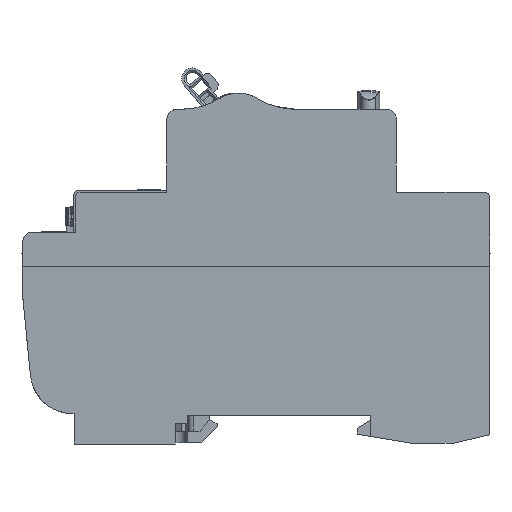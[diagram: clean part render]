
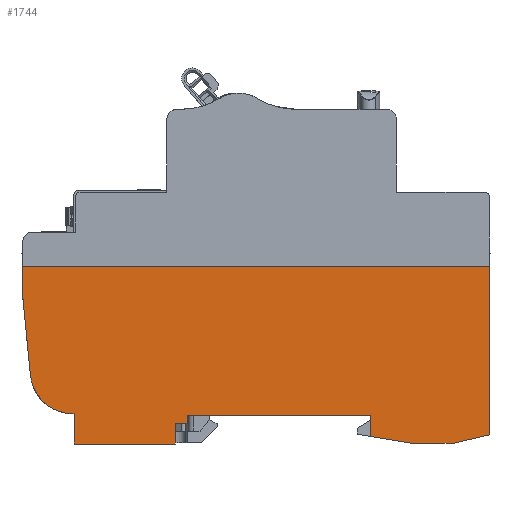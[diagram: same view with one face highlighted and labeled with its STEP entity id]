
A CAD part, left-side view. The second image highlights one B-rep face of the part: STEP entity #1744.
In plain terms, the highlighted planar face has unit normal (-1, 0, 0).
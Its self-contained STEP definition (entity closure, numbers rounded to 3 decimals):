
#1341=CIRCLE('',#18325,8.3);
#1744=ADVANCED_FACE('',(#2944),#2426,.T.);
#2426=PLANE('',#18326);
#2944=FACE_OUTER_BOUND('',#3577,.T.);
#3577=EDGE_LOOP('',(#4863,#4864,#4865,#4866,#4867,#4868,#4869,#4870,#4871,
#4872,#4873,#4874,#4875,#4876,#4877,#4878));
#4863=ORIENTED_EDGE('',*,*,#11362,.T.);
#4864=ORIENTED_EDGE('',*,*,#11363,.T.);
#4865=ORIENTED_EDGE('',*,*,#11364,.T.);
#4866=ORIENTED_EDGE('',*,*,#11365,.T.);
#4867=ORIENTED_EDGE('',*,*,#11189,.T.);
#4868=ORIENTED_EDGE('',*,*,#11361,.T.);
#4869=ORIENTED_EDGE('',*,*,#11360,.T.);
#4870=ORIENTED_EDGE('',*,*,#11366,.T.);
#4871=ORIENTED_EDGE('',*,*,#11367,.F.);
#4872=ORIENTED_EDGE('',*,*,#11118,.T.);
#4873=ORIENTED_EDGE('',*,*,#11032,.T.);
#4874=ORIENTED_EDGE('',*,*,#11368,.T.);
#4875=ORIENTED_EDGE('',*,*,#11369,.T.);
#4876=ORIENTED_EDGE('',*,*,#11370,.F.);
#4877=ORIENTED_EDGE('',*,*,#11084,.T.);
#4878=ORIENTED_EDGE('',*,*,#11090,.T.);
#8715=VERTEX_POINT('',#23689);
#8716=VERTEX_POINT('',#23690);
#8754=VERTEX_POINT('',#23790);
#8755=VERTEX_POINT('',#23792);
#8759=VERTEX_POINT('',#23803);
#8782=VERTEX_POINT('',#23862);
#8843=VERTEX_POINT('',#23996);
#8844=VERTEX_POINT('',#23998);
#8969=VERTEX_POINT('',#24308);
#8981=VERTEX_POINT('',#24333);
#8982=VERTEX_POINT('',#24339);
#8983=VERTEX_POINT('',#24341);
#8984=VERTEX_POINT('',#24343);
#8985=VERTEX_POINT('',#24346);
#8986=VERTEX_POINT('',#24349);
#8987=VERTEX_POINT('',#24351);
#11032=EDGE_CURVE('',#8715,#8716,#13955,.T.);
#11084=EDGE_CURVE('',#8755,#8754,#14007,.T.);
#11090=EDGE_CURVE('',#8754,#8759,#14013,.T.);
#11118=EDGE_CURVE('',#8782,#8715,#14037,.T.);
#11189=EDGE_CURVE('',#8844,#8843,#14102,.T.);
#11360=EDGE_CURVE('',#8969,#8981,#14268,.T.);
#11361=EDGE_CURVE('',#8843,#8969,#14269,.T.);
#11362=EDGE_CURVE('',#8759,#8982,#14270,.T.);
#11363=EDGE_CURVE('',#8982,#8983,#14271,.T.);
#11364=EDGE_CURVE('',#8983,#8984,#14272,.T.);
#11365=EDGE_CURVE('',#8984,#8844,#14273,.T.);
#11366=EDGE_CURVE('',#8981,#8985,#1341,.T.);
#11367=EDGE_CURVE('',#8782,#8985,#14274,.T.);
#11368=EDGE_CURVE('',#8716,#8986,#14275,.T.);
#11369=EDGE_CURVE('',#8986,#8987,#14276,.T.);
#11370=EDGE_CURVE('',#8755,#8987,#14277,.T.);
#13955=LINE('',#23688,#16064);
#14007=LINE('',#23791,#16116);
#14013=LINE('',#23802,#16122);
#14037=LINE('',#23861,#16146);
#14102=LINE('',#23997,#16211);
#14268=LINE('',#24334,#16377);
#14269=LINE('',#24336,#16378);
#14270=LINE('',#24338,#16379);
#14271=LINE('',#24340,#16380);
#14272=LINE('',#24342,#16381);
#14273=LINE('',#24344,#16382);
#14274=LINE('',#24347,#16383);
#14275=LINE('',#24348,#16384);
#14276=LINE('',#24350,#16385);
#14277=LINE('',#24352,#16386);
#16064=VECTOR('',#19446,1.);
#16116=VECTOR('',#19520,1.);
#16122=VECTOR('',#19528,1.);
#16146=VECTOR('',#19568,1.);
#16211=VECTOR('',#19651,1.);
#16377=VECTOR('',#19875,1.);
#16378=VECTOR('',#19878,1.);
#16379=VECTOR('',#19881,1.);
#16380=VECTOR('',#19882,1.);
#16381=VECTOR('',#19883,1.);
#16382=VECTOR('',#19884,1.);
#16383=VECTOR('',#19887,1.);
#16384=VECTOR('',#19888,1.);
#16385=VECTOR('',#19889,1.);
#16386=VECTOR('',#19890,1.);
#18325=AXIS2_PLACEMENT_3D('',#24345,#19885,#19886);
#18326=AXIS2_PLACEMENT_3D('',#24353,#19891,#19892);
#19446=DIRECTION('',(0.,-1.,0.));
#19520=DIRECTION('',(0.,-1.,0.));
#19528=DIRECTION('',(0.,0.,-1.));
#19568=DIRECTION('',(0.,0.,-1.));
#19651=DIRECTION('',(0.,1.,0.));
#19875=DIRECTION('',(0.,-0.097,-0.995));
#19878=DIRECTION('',(0.,0.,-1.));
#19881=DIRECTION('',(0.,-0.986,-0.165));
#19882=DIRECTION('',(0.,-1.,0.));
#19883=DIRECTION('',(0.,-0.974,0.225));
#19884=DIRECTION('',(0.,0.,1.));
#19885=DIRECTION('',(-1.,0.,0.));
#19886=DIRECTION('',(0.,0.,-1.));
#19887=DIRECTION('',(0.,1.,0.));
#19888=DIRECTION('',(0.,-0.001,1.));
#19889=DIRECTION('',(0.,-1.,0.));
#19890=DIRECTION('',(0.,0.,-1.));
#19891=DIRECTION('',(-1.,0.,0.));
#19892=DIRECTION('',(0.,0.,-1.));
#23688=CARTESIAN_POINT('',(-1.408,99.955,-32.839));
#23689=CARTESIAN_POINT('',(-1.408,89.891,-32.839));
#23690=CARTESIAN_POINT('',(-1.408,70.084,-32.839));
#23790=CARTESIAN_POINT('',(-1.408,31.743,-27.3));
#23791=CARTESIAN_POINT('',(-1.408,99.955,-27.3));
#23792=CARTESIAN_POINT('',(-1.408,67.743,-27.3));
#23802=CARTESIAN_POINT('',(-1.408,31.743,6.979));
#23803=CARTESIAN_POINT('',(-1.408,31.743,-31.351));
#23861=CARTESIAN_POINT('',(-1.408,89.891,6.979));
#23862=CARTESIAN_POINT('',(-1.408,89.891,-26.87));
#23996=CARTESIAN_POINT('',(-1.408,99.955,1.979));
#23997=CARTESIAN_POINT('',(-1.408,99.955,1.979));
#23998=CARTESIAN_POINT('',(-1.408,8.443,1.979));
#24308=CARTESIAN_POINT('',(-1.408,99.955,-3.881));
#24333=CARTESIAN_POINT('',(-1.408,98.439,-19.378));
#24334=CARTESIAN_POINT('',(-1.408,99.955,-3.881));
#24336=CARTESIAN_POINT('',(-1.408,99.955,6.979));
#24338=CARTESIAN_POINT('',(-1.408,31.743,-31.351));
#24339=CARTESIAN_POINT('',(-1.408,23.488,-32.73));
#24340=CARTESIAN_POINT('',(-1.408,99.955,-32.73));
#24341=CARTESIAN_POINT('',(-1.408,15.795,-32.73));
#24342=CARTESIAN_POINT('',(-1.408,15.795,-32.73));
#24343=CARTESIAN_POINT('',(-1.408,8.443,-31.033));
#24344=CARTESIAN_POINT('',(-1.408,8.443,6.979));
#24345=CARTESIAN_POINT('',(-1.408,90.178,-18.57));
#24346=CARTESIAN_POINT('',(-1.408,90.178,-26.87));
#24347=CARTESIAN_POINT('',(-1.408,54.199,-26.87));
#24348=CARTESIAN_POINT('',(-1.408,70.084,-32.839));
#24349=CARTESIAN_POINT('',(-1.408,70.082,-28.781));
#24350=CARTESIAN_POINT('',(-1.408,99.955,-28.781));
#24351=CARTESIAN_POINT('',(-1.408,67.743,-28.781));
#24352=CARTESIAN_POINT('',(-1.408,67.743,-90.42));
#24353=CARTESIAN_POINT('',(-1.408,99.955,6.979));
